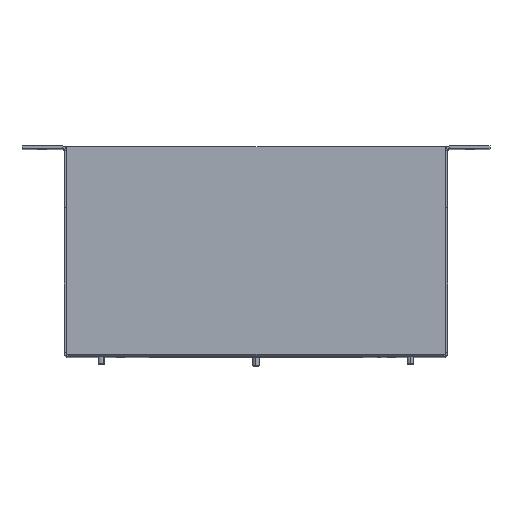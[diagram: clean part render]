
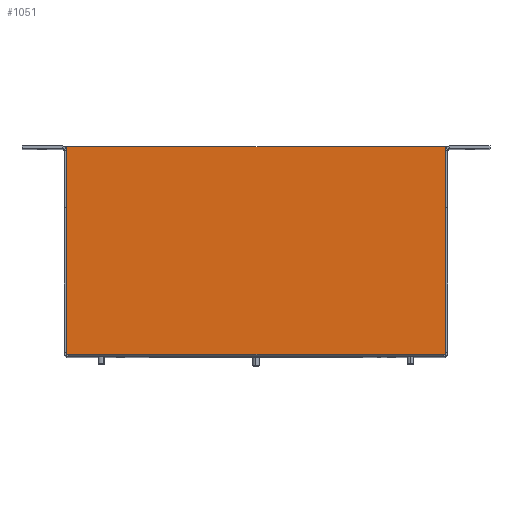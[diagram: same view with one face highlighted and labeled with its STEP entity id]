
A CAD part, top view. The second image highlights one B-rep face of the part: STEP entity #1051.
In plain terms, the highlighted planar face has unit normal (0, 0, 1).
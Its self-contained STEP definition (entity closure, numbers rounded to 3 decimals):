
#301 = VECTOR ( 'NONE', #4842, 1000. ) ;
#385 = ORIENTED_EDGE ( 'NONE', *, *, #3536, .T. ) ;
#1051 = ADVANCED_FACE ( 'NONE', ( #11301 ), #7546, .F. ) ;
#1688 = VECTOR ( 'NONE', #4921, 1000. ) ;
#1842 = AXIS2_PLACEMENT_3D ( 'NONE', #4769, #6599, #10346 ) ;
#1848 = CARTESIAN_POINT ( 'NONE',  ( 234., -128., 0. ) ) ;
#2231 = CARTESIAN_POINT ( 'NONE',  ( 0., 0., 0. ) ) ;
#2348 = VERTEX_POINT ( 'NONE', #2231 ) ;
#2487 = DIRECTION ( 'NONE',  ( 0., -1., 0. ) ) ;
#2749 = VERTEX_POINT ( 'NONE', #3105 ) ;
#3105 = CARTESIAN_POINT ( 'NONE',  ( 234., 0., 0. ) ) ;
#3536 = EDGE_CURVE ( 'NONE', #2749, #2348, #5114, .T. ) ;
#4674 = ORIENTED_EDGE ( 'NONE', *, *, #9089, .F. ) ;
#4769 = CARTESIAN_POINT ( 'NONE',  ( 234., 0., 0. ) ) ;
#4842 = DIRECTION ( 'NONE',  ( -1., 0., 0. ) ) ;
#4906 = LINE ( 'NONE', #1848, #301 ) ;
#4921 = DIRECTION ( 'NONE',  ( -1., 0., 0. ) ) ;
#4985 = CARTESIAN_POINT ( 'NONE',  ( 234., 0., 0. ) ) ;
#5114 = LINE ( 'NONE', #4985, #1688 ) ;
#5843 = LINE ( 'NONE', #11854, #10050 ) ;
#6314 = CARTESIAN_POINT ( 'NONE',  ( 0., -128., 0. ) ) ;
#6420 = LINE ( 'NONE', #10486, #6975 ) ;
#6599 = DIRECTION ( 'NONE',  ( 0., 0., -1. ) ) ;
#6674 = EDGE_CURVE ( 'NONE', #2348, #8415, #5843, .T. ) ;
#6975 = VECTOR ( 'NONE', #2487, 1000. ) ;
#7404 = VERTEX_POINT ( 'NONE', #9424 ) ;
#7546 = PLANE ( 'NONE',  #1842 ) ;
#8271 = EDGE_LOOP ( 'NONE', ( #8677, #4674, #8298, #385 ) ) ;
#8298 = ORIENTED_EDGE ( 'NONE', *, *, #8962, .F. ) ;
#8415 = VERTEX_POINT ( 'NONE', #6314 ) ;
#8677 = ORIENTED_EDGE ( 'NONE', *, *, #6674, .T. ) ;
#8687 = DIRECTION ( 'NONE',  ( 0., -1., 0. ) ) ;
#8962 = EDGE_CURVE ( 'NONE', #2749, #7404, #6420, .T. ) ;
#9089 = EDGE_CURVE ( 'NONE', #7404, #8415, #4906, .T. ) ;
#9424 = CARTESIAN_POINT ( 'NONE',  ( 234., -128., 0. ) ) ;
#10050 = VECTOR ( 'NONE', #8687, 1000. ) ;
#10346 = DIRECTION ( 'NONE',  ( -1., 0., 0. ) ) ;
#10486 = CARTESIAN_POINT ( 'NONE',  ( 234., 0., 0. ) ) ;
#11301 = FACE_OUTER_BOUND ( 'NONE', #8271, .T. ) ;
#11854 = CARTESIAN_POINT ( 'NONE',  ( 0., 0., 0. ) ) ;
